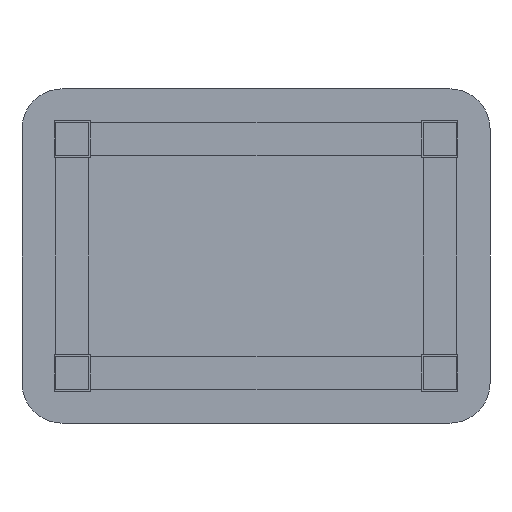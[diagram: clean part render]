
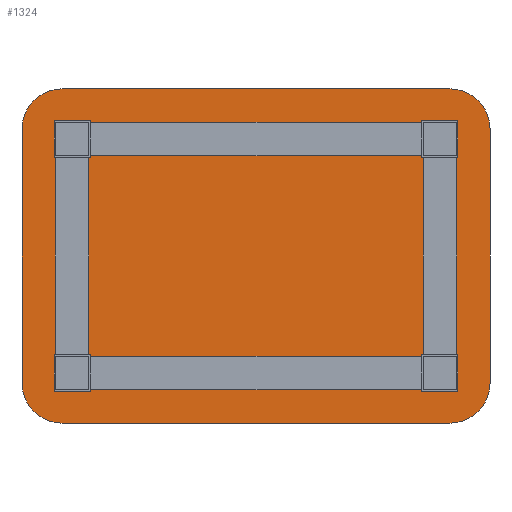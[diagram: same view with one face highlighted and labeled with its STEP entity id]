
A CAD part, front view. The second image highlights one B-rep face of the part: STEP entity #1324.
In plain terms, the highlighted planar face has unit normal (0, -1, 0).
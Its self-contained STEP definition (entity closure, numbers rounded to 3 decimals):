
#47 = DIRECTION ( 'NONE',  ( 0., 0., -1. ) ) ;
#83 = CARTESIAN_POINT ( 'NONE',  ( -17.5, 0., 9.5 ) ) ;
#103 = CIRCLE ( 'NONE', #1278, 3. ) ;
#118 = VERTEX_POINT ( 'NONE', #2620 ) ;
#200 = ORIENTED_EDGE ( 'NONE', *, *, #4003, .T. ) ;
#310 = DIRECTION ( 'NONE',  ( 0., 0., 1. ) ) ;
#319 = CARTESIAN_POINT ( 'NONE',  ( 14.5, 0., 12.5 ) ) ;
#397 = CARTESIAN_POINT ( 'NONE',  ( 10.5, 0., -9.5 ) ) ;
#501 = VERTEX_POINT ( 'NONE', #6266 ) ;
#513 = DIRECTION ( 'NONE',  ( 0., 0., 1. ) ) ;
#624 = DIRECTION ( 'NONE',  ( 0., 1., 0. ) ) ;
#664 = CARTESIAN_POINT ( 'NONE',  ( -14.5, 0., -9.5 ) ) ;
#769 = ORIENTED_EDGE ( 'NONE', *, *, #7222, .T. ) ;
#833 = CIRCLE ( 'NONE', #7062, 0.75 ) ;
#869 = CARTESIAN_POINT ( 'NONE',  ( 17.5, 0., 9.5 ) ) ;
#880 = CARTESIAN_POINT ( 'NONE',  ( 17.5, 0., 9.5 ) ) ;
#953 = CARTESIAN_POINT ( 'NONE',  ( -10.5, 0., -8.75 ) ) ;
#973 = VECTOR ( 'NONE', #7739, 1000. ) ;
#995 = EDGE_CURVE ( 'NONE', #3967, #5804, #7052, .T. ) ;
#1152 = CIRCLE ( 'NONE', #6332, 0.75 ) ;
#1159 = VERTEX_POINT ( 'NONE', #4747 ) ;
#1278 = AXIS2_PLACEMENT_3D ( 'NONE', #1968, #3146, #47 ) ;
#1324 = ADVANCED_FACE ( 'NONE', ( #4458, #1368, #5097, #7731, #1900 ), #4376, .F. ) ;
#1325 = VERTEX_POINT ( 'NONE', #3771 ) ;
#1333 = DIRECTION ( 'NONE',  ( 0., 1., 0. ) ) ;
#1354 = DIRECTION ( 'NONE',  ( 0., 0., 1. ) ) ;
#1364 = CARTESIAN_POINT ( 'NONE',  ( -17.5, 0., 9.5 ) ) ;
#1368 = FACE_BOUND ( 'NONE', #1913, .T. ) ;
#1438 = ORIENTED_EDGE ( 'NONE', *, *, #2062, .T. ) ;
#1498 = ORIENTED_EDGE ( 'NONE', *, *, #2659, .T. ) ;
#1560 = EDGE_LOOP ( 'NONE', ( #1438, #769 ) ) ;
#1666 = CIRCLE ( 'NONE', #3869, 3. ) ;
#1720 = VERTEX_POINT ( 'NONE', #6795 ) ;
#1858 = DIRECTION ( 'NONE',  ( 0., 1., 0. ) ) ;
#1889 = ORIENTED_EDGE ( 'NONE', *, *, #5627, .F. ) ;
#1900 = FACE_OUTER_BOUND ( 'NONE', #4975, .T. ) ;
#1913 = EDGE_LOOP ( 'NONE', ( #2281, #7542 ) ) ;
#1968 = CARTESIAN_POINT ( 'NONE',  ( -14.5, 0., 9.5 ) ) ;
#1980 = DIRECTION ( 'NONE',  ( -1., 0., 0. ) ) ;
#1984 = VERTEX_POINT ( 'NONE', #2040 ) ;
#2040 = CARTESIAN_POINT ( 'NONE',  ( -10.5, 0., 9.5 ) ) ;
#2062 = EDGE_CURVE ( 'NONE', #1984, #7197, #4550, .T. ) ;
#2281 = ORIENTED_EDGE ( 'NONE', *, *, #3553, .T. ) ;
#2313 = CARTESIAN_POINT ( 'NONE',  ( -10.5, 0., -9.5 ) ) ;
#2344 = EDGE_CURVE ( 'NONE', #1325, #6523, #833, .T. ) ;
#2349 = CARTESIAN_POINT ( 'NONE',  ( -10.5, 0., 8. ) ) ;
#2388 = CARTESIAN_POINT ( 'NONE',  ( 10.5, 0., -8.75 ) ) ;
#2434 = VERTEX_POINT ( 'NONE', #6940 ) ;
#2564 = AXIS2_PLACEMENT_3D ( 'NONE', #6524, #5220, #310 ) ;
#2616 = DIRECTION ( 'NONE',  ( 0., 1., 0. ) ) ;
#2620 = CARTESIAN_POINT ( 'NONE',  ( 14.5, 0., 12.5 ) ) ;
#2651 = EDGE_CURVE ( 'NONE', #1159, #118, #6408, .T. ) ;
#2655 = CARTESIAN_POINT ( 'NONE',  ( 14.5, 0., 9.5 ) ) ;
#2659 = EDGE_CURVE ( 'NONE', #3532, #6458, #6288, .T. ) ;
#2699 = CIRCLE ( 'NONE', #2564, 3. ) ;
#2717 = VERTEX_POINT ( 'NONE', #6911 ) ;
#2789 = ORIENTED_EDGE ( 'NONE', *, *, #6771, .F. ) ;
#2874 = ORIENTED_EDGE ( 'NONE', *, *, #995, .F. ) ;
#3031 = VERTEX_POINT ( 'NONE', #1364 ) ;
#3146 = DIRECTION ( 'NONE',  ( 0., 1., 0. ) ) ;
#3153 = DIRECTION ( 'NONE',  ( 0., 0., 1. ) ) ;
#3232 = DIRECTION ( 'NONE',  ( 0., 0., 1. ) ) ;
#3379 = ORIENTED_EDGE ( 'NONE', *, *, #7360, .F. ) ;
#3471 = CIRCLE ( 'NONE', #6706, 0.75 ) ;
#3532 = VERTEX_POINT ( 'NONE', #2313 ) ;
#3553 = EDGE_CURVE ( 'NONE', #3643, #2717, #4871, .T. ) ;
#3643 = VERTEX_POINT ( 'NONE', #6198 ) ;
#3732 = CARTESIAN_POINT ( 'NONE',  ( 14.5, 0., -12.5 ) ) ;
#3740 = CARTESIAN_POINT ( 'NONE',  ( 10.5, 0., -8.75 ) ) ;
#3771 = CARTESIAN_POINT ( 'NONE',  ( 10.5, 0., -8. ) ) ;
#3869 = AXIS2_PLACEMENT_3D ( 'NONE', #664, #1858, #3153 ) ;
#3961 = AXIS2_PLACEMENT_3D ( 'NONE', #7867, #6620, #5396 ) ;
#3967 = VERTEX_POINT ( 'NONE', #869 ) ;
#4003 = EDGE_CURVE ( 'NONE', #6458, #3532, #6173, .T. ) ;
#4092 = DIRECTION ( 'NONE',  ( 0., 0., 1. ) ) ;
#4162 = ORIENTED_EDGE ( 'NONE', *, *, #7953, .F. ) ;
#4173 = AXIS2_PLACEMENT_3D ( 'NONE', #6586, #5286, #7065 ) ;
#4184 = CARTESIAN_POINT ( 'NONE',  ( 10.5, 0., 8.75 ) ) ;
#4297 = DIRECTION ( 'NONE',  ( 0., 0., 1. ) ) ;
#4376 = PLANE ( 'NONE',  #6639 ) ;
#4420 = LINE ( 'NONE', #3732, #6844 ) ;
#4458 = FACE_BOUND ( 'NONE', #1560, .T. ) ;
#4476 = LINE ( 'NONE', #83, #5922 ) ;
#4521 = AXIS2_PLACEMENT_3D ( 'NONE', #2655, #2616, #3232 ) ;
#4550 = CIRCLE ( 'NONE', #4173, 0.75 ) ;
#4665 = DIRECTION ( 'NONE',  ( 0., 0., 1. ) ) ;
#4746 = AXIS2_PLACEMENT_3D ( 'NONE', #4184, #5352, #4665 ) ;
#4747 = CARTESIAN_POINT ( 'NONE',  ( -14.5, 0., 12.5 ) ) ;
#4751 = ORIENTED_EDGE ( 'NONE', *, *, #2651, .F. ) ;
#4778 = CIRCLE ( 'NONE', #5427, 0.75 ) ;
#4871 = CIRCLE ( 'NONE', #4746, 0.75 ) ;
#4965 = DIRECTION ( 'NONE',  ( 0., 1., 0. ) ) ;
#4975 = EDGE_LOOP ( 'NONE', ( #2789, #2874, #4162, #4751, #6974, #1889, #3379, #7443 ) ) ;
#4986 = ORIENTED_EDGE ( 'NONE', *, *, #2344, .T. ) ;
#5097 = FACE_BOUND ( 'NONE', #7525, .T. ) ;
#5220 = DIRECTION ( 'NONE',  ( 0., 1., 0. ) ) ;
#5286 = DIRECTION ( 'NONE',  ( 0., 1., 0. ) ) ;
#5352 = DIRECTION ( 'NONE',  ( 0., 1., 0. ) ) ;
#5396 = DIRECTION ( 'NONE',  ( 0., 0., 1. ) ) ;
#5404 = DIRECTION ( 'NONE',  ( 0., 1., 0. ) ) ;
#5427 = AXIS2_PLACEMENT_3D ( 'NONE', #2388, #624, #4297 ) ;
#5432 = CIRCLE ( 'NONE', #4521, 3. ) ;
#5627 = EDGE_CURVE ( 'NONE', #1720, #3031, #4476, .T. ) ;
#5657 = EDGE_CURVE ( 'NONE', #2717, #3643, #3471, .T. ) ;
#5804 = VERTEX_POINT ( 'NONE', #7187 ) ;
#5922 = VECTOR ( 'NONE', #6952, 1000. ) ;
#6120 = DIRECTION ( 'NONE',  ( 0., 1., 0. ) ) ;
#6173 = CIRCLE ( 'NONE', #6951, 0.75 ) ;
#6198 = CARTESIAN_POINT ( 'NONE',  ( 10.5, 0., 9.5 ) ) ;
#6241 = CARTESIAN_POINT ( 'NONE',  ( 14.5, 0., -9.5 ) ) ;
#6266 = CARTESIAN_POINT ( 'NONE',  ( 14.5, 0., -12.5 ) ) ;
#6288 = CIRCLE ( 'NONE', #3961, 0.75 ) ;
#6332 = AXIS2_PLACEMENT_3D ( 'NONE', #8021, #6120, #513 ) ;
#6408 = LINE ( 'NONE', #319, #973 ) ;
#6458 = VERTEX_POINT ( 'NONE', #6697 ) ;
#6523 = VERTEX_POINT ( 'NONE', #397 ) ;
#6524 = CARTESIAN_POINT ( 'NONE',  ( 14.5, 0., -9.5 ) ) ;
#6562 = EDGE_CURVE ( 'NONE', #501, #2434, #4420, .T. ) ;
#6586 = CARTESIAN_POINT ( 'NONE',  ( -10.5, 0., 8.75 ) ) ;
#6620 = DIRECTION ( 'NONE',  ( 0., 1., 0. ) ) ;
#6639 = AXIS2_PLACEMENT_3D ( 'NONE', #6241, #1333, #7520 ) ;
#6697 = CARTESIAN_POINT ( 'NONE',  ( -10.5, 0., -8. ) ) ;
#6706 = AXIS2_PLACEMENT_3D ( 'NONE', #6836, #4965, #1354 ) ;
#6711 = EDGE_LOOP ( 'NONE', ( #200, #1498 ) ) ;
#6771 = EDGE_CURVE ( 'NONE', #5804, #501, #2699, .T. ) ;
#6795 = CARTESIAN_POINT ( 'NONE',  ( -17.5, 0., -9.5 ) ) ;
#6836 = CARTESIAN_POINT ( 'NONE',  ( 10.5, 0., 8.75 ) ) ;
#6844 = VECTOR ( 'NONE', #1980, 1000. ) ;
#6911 = CARTESIAN_POINT ( 'NONE',  ( 10.5, 0., 8. ) ) ;
#6940 = CARTESIAN_POINT ( 'NONE',  ( -14.5, 0., -12.5 ) ) ;
#6951 = AXIS2_PLACEMENT_3D ( 'NONE', #953, #7128, #4092 ) ;
#6952 = DIRECTION ( 'NONE',  ( 0., 0., 1. ) ) ;
#6974 = ORIENTED_EDGE ( 'NONE', *, *, #7961, .F. ) ;
#7052 = LINE ( 'NONE', #880, #7121 ) ;
#7062 = AXIS2_PLACEMENT_3D ( 'NONE', #3740, #5404, #7268 ) ;
#7065 = DIRECTION ( 'NONE',  ( 0., 0., 1. ) ) ;
#7093 = DIRECTION ( 'NONE',  ( 0., 0., -1. ) ) ;
#7121 = VECTOR ( 'NONE', #7093, 1000. ) ;
#7128 = DIRECTION ( 'NONE',  ( 0., 1., 0. ) ) ;
#7141 = ORIENTED_EDGE ( 'NONE', *, *, #7211, .T. ) ;
#7187 = CARTESIAN_POINT ( 'NONE',  ( 17.5, 0., -9.5 ) ) ;
#7197 = VERTEX_POINT ( 'NONE', #2349 ) ;
#7211 = EDGE_CURVE ( 'NONE', #6523, #1325, #4778, .T. ) ;
#7222 = EDGE_CURVE ( 'NONE', #7197, #1984, #1152, .T. ) ;
#7268 = DIRECTION ( 'NONE',  ( 0., 0., 1. ) ) ;
#7360 = EDGE_CURVE ( 'NONE', #2434, #1720, #1666, .T. ) ;
#7443 = ORIENTED_EDGE ( 'NONE', *, *, #6562, .F. ) ;
#7520 = DIRECTION ( 'NONE',  ( 0., 0., 1. ) ) ;
#7525 = EDGE_LOOP ( 'NONE', ( #4986, #7141 ) ) ;
#7542 = ORIENTED_EDGE ( 'NONE', *, *, #5657, .T. ) ;
#7731 = FACE_BOUND ( 'NONE', #6711, .T. ) ;
#7739 = DIRECTION ( 'NONE',  ( 1., 0., 0. ) ) ;
#7867 = CARTESIAN_POINT ( 'NONE',  ( -10.5, 0., -8.75 ) ) ;
#7953 = EDGE_CURVE ( 'NONE', #118, #3967, #5432, .T. ) ;
#7961 = EDGE_CURVE ( 'NONE', #3031, #1159, #103, .T. ) ;
#8021 = CARTESIAN_POINT ( 'NONE',  ( -10.5, 0., 8.75 ) ) ;
